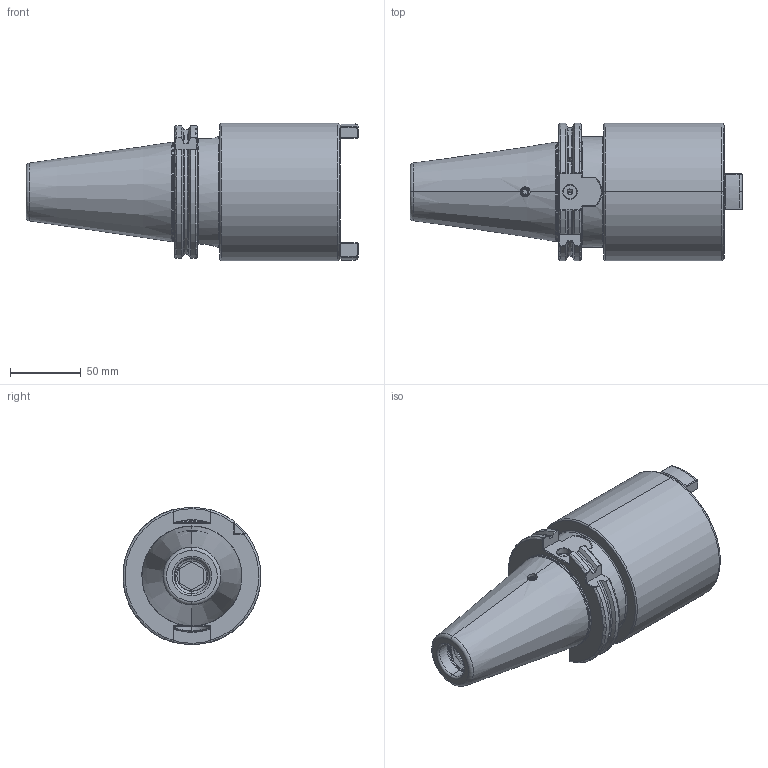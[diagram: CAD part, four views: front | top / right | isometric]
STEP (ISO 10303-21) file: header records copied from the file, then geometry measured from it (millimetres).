
FILE_DESCRIPTION (( 'STEP AP203' ), '1' );
FILE_NAME ('502.09.50.STEP', '2016-07-19T09:17:08', ( '' ), ( '' ), 'SwSTEP 2.0', 'SolidWorks 2012', '' );
FILE_SCHEMA (( 'CONFIG_CONTROL_DESIGN' ));
Products named in the file (5): 502.09.50; 2-02.000.0060100C2_M6xP01-10L; 2-01130037_M24xP3-80L; 2-41371010AF_M39xP1.5_13L
Assembly tree (4 placements, depth 2):
  502.09.50
    502.09.50
    2-01130037_M24xP3-80L
    2-41371010AF_M39xP1.5_13L
    2-02.000.0060100C2_M6xP01-10L
Bounding box: 234.25 x 97.33 x 97 mm (x, y, z)
Volume: 781378.4 mm3; surface area: 121537.9 mm2
Topology: 4 solids, 4 shells, 503 faces, 1367 edges, 865 vertices
Faces by surface type: cylinder 210, plane 106, bspline 87, cone 57, torus 43
Entity records: 77221 total; most frequent: CARTESIAN_POINT 65983, ORIENTED_EDGE 2710, DIRECTION 1705, EDGE_CURVE 1355, VERTEX_POINT 865, AXIS2_PLACEMENT_3D 641, EDGE_LOOP 516, ADVANCED_FACE 503
